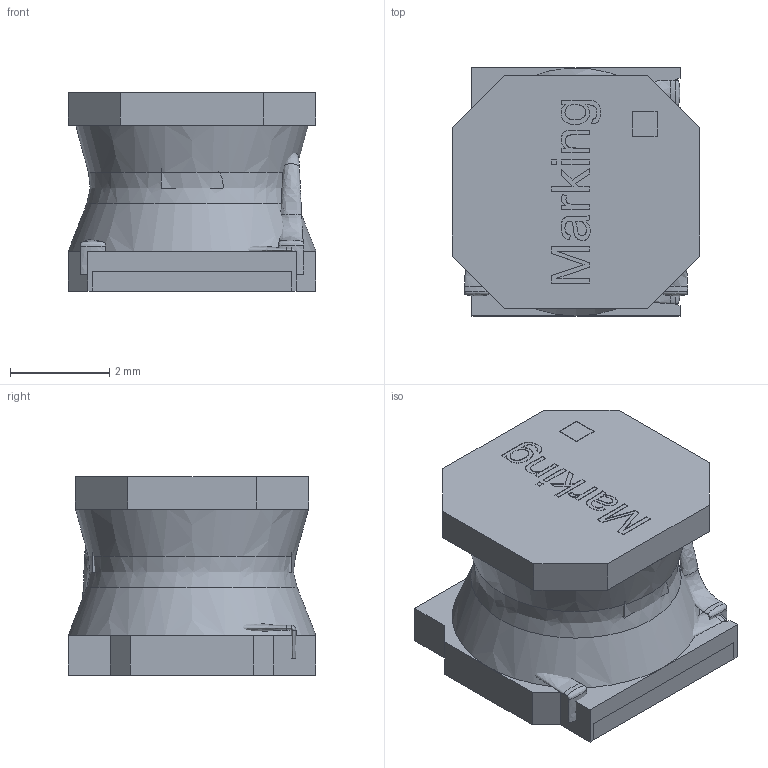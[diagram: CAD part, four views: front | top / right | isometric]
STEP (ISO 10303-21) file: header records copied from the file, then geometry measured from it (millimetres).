
FILE_DESCRIPTION( ( 'Unknown' ), '1' );
FILE_NAME( 'SWPA_5040S.stp', 'Unknown', ( 'Unknown' ), ( 'Unknown' ), 'PSStep 14.0', 'Unknown', ' ' );
FILE_SCHEMA( ( 'AUTOMOTIVE_DESIGN { 1 0 10303 214 1 1 1 1 }' ) );
Length unit declared in the file: millimetre
Products named in the file (5): Assem1; housing; contact; spule; Glue
Bounding box: 5 x 5 x 4 mm (x, y, z)
Surface area: 577.2 mm2
Topology: 9 solids, 9 shells, 308 faces, 754 edges, 490 vertices
Faces by surface type: plane 222, bspline 34, extrusion 32, cylinder 16, torus 4
Full cylindrical faces by diameter (mm): 3 x2
Entity records: 8113 total; most frequent: CARTESIAN_POINT 3652, ORIENTED_EDGE 728, DIRECTION 489, EDGE_CURVE 364, VERTEX_POINT 240, VECTOR 201, LINE 185, B_SPLINE_CURVE_WITH_KNOTS 174
